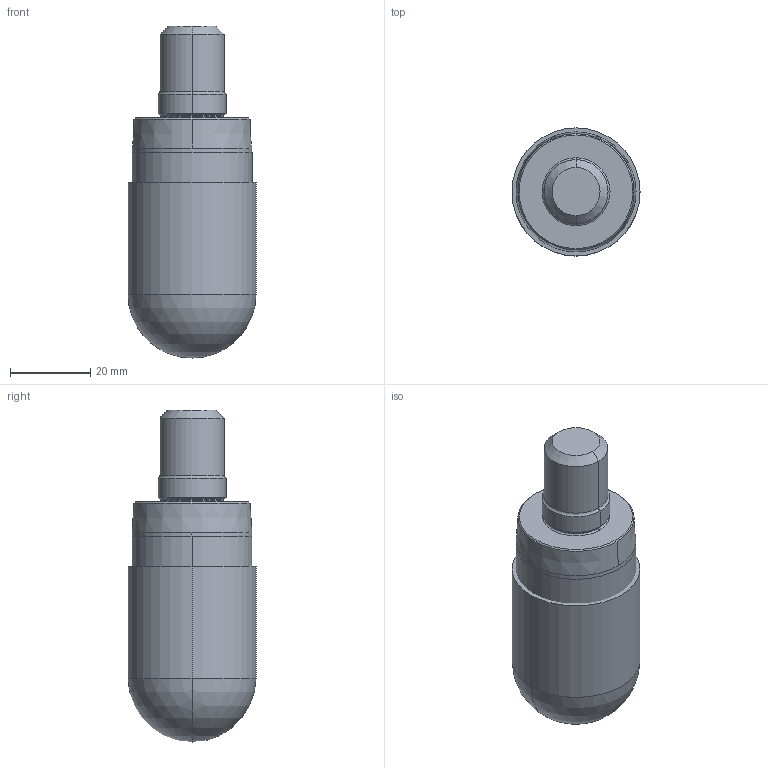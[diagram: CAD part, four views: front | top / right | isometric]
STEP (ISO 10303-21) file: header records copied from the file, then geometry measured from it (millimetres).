
FILE_DESCRIPTION(/* description */ (''),/* implementation_level */ '2;1');
FILE_NAME(/* name */ 'SRM2320AM16L60_MR16.stp',/* time_stamp */ '2021-02-02T08:25:26+09:00',/* author */ (''),/* organization */ (''),/* preprocessor_version */ 'ST-DEVELOPER v16',/* originating_system */ 'SIEMENS PLM Software NX 10.0',/* authorisation */ '');
FILE_SCHEMA (('AUTOMOTIVE_DESIGN { 1 0 10303 214 3 1 1 1 }'));
Length unit declared in the file: millimetre
Products named in the file (1): SRM2320AM16L60_MR16_ASM
Bounding box: 32 x 32 x 83 mm (x, y, z)
Volume: 73611.7 mm3; surface area: 12573.7 mm2
Topology: 2 solids, 2 shells, 42 faces, 96 edges, 70 vertices
Faces by surface type: cylinder 14, cone 12, torus 6, plane 4, bspline 4, sphere 2
Entity records: 1390 total; most frequent: CARTESIAN_POINT 288, DIRECTION 252, ORIENTED_EDGE 168, AXIS2_PLACEMENT_3D 110, EDGE_CURVE 84, CIRCLE 61, VERTEX_POINT 47, EDGE_LOOP 43
